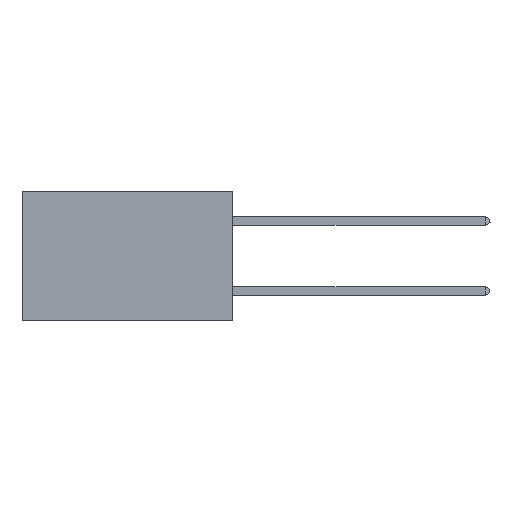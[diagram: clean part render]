
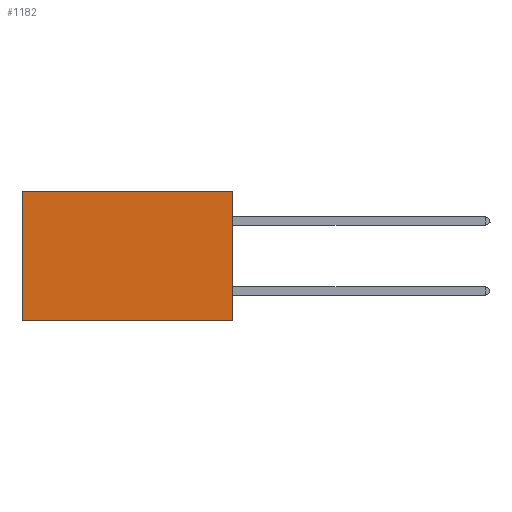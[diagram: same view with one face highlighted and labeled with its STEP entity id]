
A CAD part, left-side view. The second image highlights one B-rep face of the part: STEP entity #1182.
In plain terms, the highlighted planar face has unit normal (-1, 0, 0).
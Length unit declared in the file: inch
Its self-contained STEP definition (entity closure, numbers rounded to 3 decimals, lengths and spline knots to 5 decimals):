
#22 = CARTESIAN_POINT ( 'NONE',  ( 0.2875, 0.6, -0.37 ) ) ;
#1175 = CARTESIAN_POINT ( 'NONE',  ( 0.2875, 0., -0.37 ) ) ;
#1182 = ADVANCED_FACE ( 'NONE', ( #21358 ), #4369, .F. ) ;
#2496 = DIRECTION ( 'NONE',  ( 0., 1., 0. ) ) ;
#2912 = VERTEX_POINT ( 'NONE', #1175 ) ;
#3183 = VECTOR ( 'NONE', #2496, 39.37008 ) ;
#3926 = DIRECTION ( 'NONE',  ( 0., 1., 0. ) ) ;
#4281 = LINE ( 'NONE', #16933, #19774 ) ;
#4369 = PLANE ( 'NONE',  #10713 ) ;
#4844 = EDGE_CURVE ( 'NONE', #12960, #2912, #15820, .T. ) ;
#5222 = ORIENTED_EDGE ( 'NONE', *, *, #10989, .F. ) ;
#5285 = VECTOR ( 'NONE', #3926, 39.37008 ) ;
#5369 = VERTEX_POINT ( 'NONE', #11473 ) ;
#5617 = DIRECTION ( 'NONE',  ( 0., 0., -1. ) ) ;
#5802 = EDGE_LOOP ( 'NONE', ( #5931, #5222, #14078, #8566 ) ) ;
#5931 = ORIENTED_EDGE ( 'NONE', *, *, #21142, .T. ) ;
#7932 = LINE ( 'NONE', #13456, #5285 ) ;
#8566 = ORIENTED_EDGE ( 'NONE', *, *, #18246, .T. ) ;
#9867 = VECTOR ( 'NONE', #11503, 39.37008 ) ;
#10713 = AXIS2_PLACEMENT_3D ( 'NONE', #12159, #15813, #11835 ) ;
#10989 = EDGE_CURVE ( 'NONE', #2912, #21198, #17172, .T. ) ;
#11473 = CARTESIAN_POINT ( 'NONE',  ( 0.2875, 0.6, 0. ) ) ;
#11503 = DIRECTION ( 'NONE',  ( 0., 0., -1. ) ) ;
#11835 = DIRECTION ( 'NONE',  ( 0., 0., -1. ) ) ;
#12159 = CARTESIAN_POINT ( 'NONE',  ( 0.2875, 0., 0. ) ) ;
#12960 = VERTEX_POINT ( 'NONE', #23740 ) ;
#13456 = CARTESIAN_POINT ( 'NONE',  ( 0.2875, 0., 0. ) ) ;
#14024 = CARTESIAN_POINT ( 'NONE',  ( 0.2875, 0., -0.37 ) ) ;
#14078 = ORIENTED_EDGE ( 'NONE', *, *, #4844, .F. ) ;
#15813 = DIRECTION ( 'NONE',  ( 1., 0., 0. ) ) ;
#15820 = LINE ( 'NONE', #17485, #9867 ) ;
#16933 = CARTESIAN_POINT ( 'NONE',  ( 0.2875, 0.6, 0. ) ) ;
#17172 = LINE ( 'NONE', #14024, #3183 ) ;
#17485 = CARTESIAN_POINT ( 'NONE',  ( 0.2875, 0., 0. ) ) ;
#18246 = EDGE_CURVE ( 'NONE', #12960, #5369, #7932, .T. ) ;
#19774 = VECTOR ( 'NONE', #5617, 39.37008 ) ;
#21142 = EDGE_CURVE ( 'NONE', #5369, #21198, #4281, .T. ) ;
#21198 = VERTEX_POINT ( 'NONE', #22 ) ;
#21358 = FACE_OUTER_BOUND ( 'NONE', #5802, .T. ) ;
#23740 = CARTESIAN_POINT ( 'NONE',  ( 0.2875, 0., 0. ) ) ;
